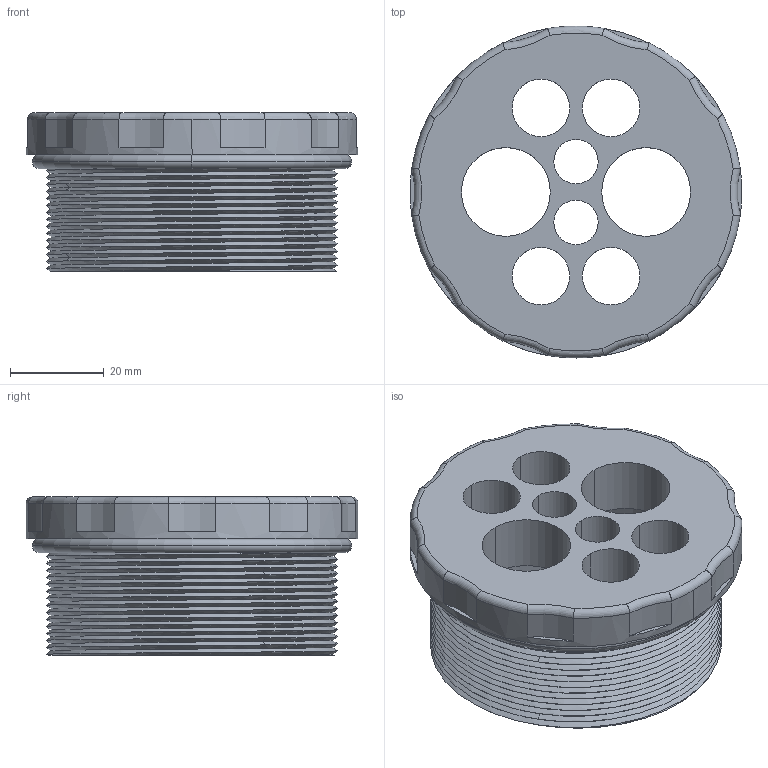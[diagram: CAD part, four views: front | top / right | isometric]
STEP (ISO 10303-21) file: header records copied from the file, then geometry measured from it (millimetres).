
FILE_DESCRIPTION(('STEP AP242'),'1');
FILE_NAME('nsytsam638se.stp','2019-06-06T14:33:40',('TraceParts'),('TraceParts S.A.'),'Spatial InterOp 3D',' ',' ');
FILE_SCHEMA(('AP242_MANAGED_MODEL_BASED_3D_ENGINEERING_MIM_LF {1 0 10303 442 1 1 4}'));
Length unit declared in the file: millimetre
Products named in the file (1): nsytsam638se_1
Bounding box: 71 x 71 x 34 mm (x, y, z)
Volume: 38118.8 mm3; surface area: 25041.5 mm2
Topology: 2 solids, 2 shells, 85 faces, 238 edges, 157 vertices
Faces by surface type: cylinder 32, torus 28, plane 15, bspline 10
Entity records: 6668 total; most frequent: CARTESIAN_POINT 4469, ORIENTED_EDGE 476, DIRECTION 443, EDGE_CURVE 238, AXIS2_PLACEMENT_3D 195, VERTEX_POINT 157, CIRCLE 118, EDGE_LOOP 103
